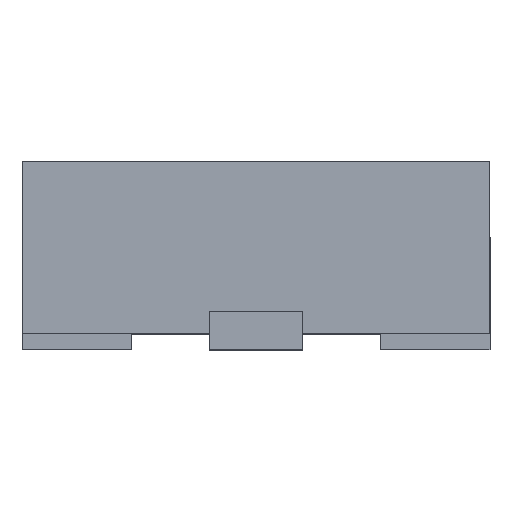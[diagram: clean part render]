
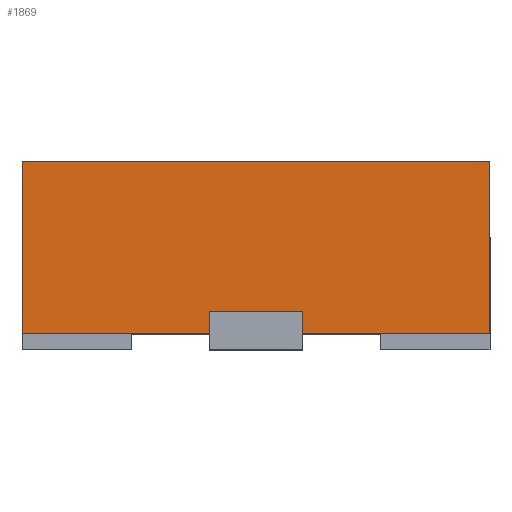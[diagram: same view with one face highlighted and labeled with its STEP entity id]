
A CAD part, top view. The second image highlights one B-rep face of the part: STEP entity #1869.
In plain terms, the highlighted planar face has unit normal (0, 0, 1).
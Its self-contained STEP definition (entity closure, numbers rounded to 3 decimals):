
#54 = LINE ( 'NONE', #1399, #2317 ) ;
#140 = CARTESIAN_POINT ( 'NONE',  ( -0.15, 0.12, 0.75 ) ) ;
#227 = LINE ( 'NONE', #246, #3032 ) ;
#246 = CARTESIAN_POINT ( 'NONE',  ( 0.75, 0.6, 0.75 ) ) ;
#399 = CARTESIAN_POINT ( 'NONE',  ( 0.1, 0.12, 0.75 ) ) ;
#461 = DIRECTION ( 'NONE',  ( 0., -1., 0. ) ) ;
#516 = LINE ( 'NONE', #3167, #2171 ) ;
#526 = ORIENTED_EDGE ( 'NONE', *, *, #955, .F. ) ;
#622 = CARTESIAN_POINT ( 'NONE',  ( -0.15, 0.05, 0.75 ) ) ;
#647 = VECTOR ( 'NONE', #1135, 1000. ) ;
#680 = VERTEX_POINT ( 'NONE', #3137 ) ;
#686 = LINE ( 'NONE', #2594, #2693 ) ;
#691 = ORIENTED_EDGE ( 'NONE', *, *, #2360, .T. ) ;
#739 = ORIENTED_EDGE ( 'NONE', *, *, #2294, .F. ) ;
#798 = EDGE_CURVE ( 'NONE', #680, #882, #892, .T. ) ;
#847 = ORIENTED_EDGE ( 'NONE', *, *, #798, .T. ) ;
#882 = VERTEX_POINT ( 'NONE', #622 ) ;
#888 = CARTESIAN_POINT ( 'NONE',  ( 0.75, 0.6, 0.75 ) ) ;
#892 = LINE ( 'NONE', #1695, #647 ) ;
#893 = VECTOR ( 'NONE', #2329, 1000. ) ;
#955 = EDGE_CURVE ( 'NONE', #2474, #1632, #516, .T. ) ;
#1088 = CARTESIAN_POINT ( 'NONE',  ( -0.15, 0.12, 0.75 ) ) ;
#1135 = DIRECTION ( 'NONE',  ( 1., 0., 0. ) ) ;
#1190 = LINE ( 'NONE', #2093, #893 ) ;
#1192 = CARTESIAN_POINT ( 'NONE',  ( 0.75, 3.321, 0.75 ) ) ;
#1207 = DIRECTION ( 'NONE',  ( 0., -1., 0. ) ) ;
#1321 = LINE ( 'NONE', #399, #1958 ) ;
#1357 = CARTESIAN_POINT ( 'NONE',  ( 0.75, 0.05, 0.75 ) ) ;
#1399 = CARTESIAN_POINT ( 'NONE',  ( 0.75, 0.05, 0.75 ) ) ;
#1438 = EDGE_CURVE ( 'NONE', #2978, #1760, #686, .T. ) ;
#1457 = CARTESIAN_POINT ( 'NONE',  ( 0.15, 0.12, 0.75 ) ) ;
#1464 = DIRECTION ( 'NONE',  ( -1., 0., 0. ) ) ;
#1632 = VERTEX_POINT ( 'NONE', #1357 ) ;
#1682 = VECTOR ( 'NONE', #1207, 1000. ) ;
#1695 = CARTESIAN_POINT ( 'NONE',  ( 0.75, 0.05, 0.75 ) ) ;
#1697 = DIRECTION ( 'NONE',  ( 1., 0., 0. ) ) ;
#1735 = EDGE_CURVE ( 'NONE', #1954, #2474, #227, .T. ) ;
#1760 = VERTEX_POINT ( 'NONE', #2464 ) ;
#1869 = ADVANCED_FACE ( 'NONE', ( #2710 ), #2278, .F. ) ;
#1893 = ORIENTED_EDGE ( 'NONE', *, *, #1438, .T. ) ;
#1954 = VERTEX_POINT ( 'NONE', #3317 ) ;
#1958 = VECTOR ( 'NONE', #2849, 1000. ) ;
#2093 = CARTESIAN_POINT ( 'NONE',  ( -0.75, 3.321, 0.75 ) ) ;
#2094 = EDGE_CURVE ( 'NONE', #3185, #2978, #1321, .T. ) ;
#2142 = AXIS2_PLACEMENT_3D ( 'NONE', #1192, #2551, #1464 ) ;
#2171 = VECTOR ( 'NONE', #461, 1000. ) ;
#2278 = PLANE ( 'NONE',  #2142 ) ;
#2294 = EDGE_CURVE ( 'NONE', #3185, #882, #3237, .T. ) ;
#2317 = VECTOR ( 'NONE', #1697, 1000. ) ;
#2329 = DIRECTION ( 'NONE',  ( 0., -1., 0. ) ) ;
#2360 = EDGE_CURVE ( 'NONE', #1954, #680, #1190, .T. ) ;
#2438 = DIRECTION ( 'NONE',  ( 1., 0., 0. ) ) ;
#2464 = CARTESIAN_POINT ( 'NONE',  ( 0.15, 0.05, 0.75 ) ) ;
#2474 = VERTEX_POINT ( 'NONE', #888 ) ;
#2501 = EDGE_CURVE ( 'NONE', #1760, #1632, #54, .T. ) ;
#2551 = DIRECTION ( 'NONE',  ( 0., 0., -1. ) ) ;
#2587 = ORIENTED_EDGE ( 'NONE', *, *, #2094, .T. ) ;
#2594 = CARTESIAN_POINT ( 'NONE',  ( 0.15, 0.12, 0.75 ) ) ;
#2693 = VECTOR ( 'NONE', #2794, 1000. ) ;
#2710 = FACE_OUTER_BOUND ( 'NONE', #3201, .T. ) ;
#2794 = DIRECTION ( 'NONE',  ( 0., -1., 0. ) ) ;
#2849 = DIRECTION ( 'NONE',  ( 1., 0., 0. ) ) ;
#2933 = ORIENTED_EDGE ( 'NONE', *, *, #1735, .F. ) ;
#2949 = ORIENTED_EDGE ( 'NONE', *, *, #2501, .T. ) ;
#2978 = VERTEX_POINT ( 'NONE', #1457 ) ;
#3032 = VECTOR ( 'NONE', #2438, 1000. ) ;
#3137 = CARTESIAN_POINT ( 'NONE',  ( -0.75, 0.05, 0.75 ) ) ;
#3167 = CARTESIAN_POINT ( 'NONE',  ( 0.75, 3.321, 0.75 ) ) ;
#3185 = VERTEX_POINT ( 'NONE', #1088 ) ;
#3201 = EDGE_LOOP ( 'NONE', ( #2587, #1893, #2949, #526, #2933, #691, #847, #739 ) ) ;
#3237 = LINE ( 'NONE', #140, #1682 ) ;
#3317 = CARTESIAN_POINT ( 'NONE',  ( -0.75, 0.6, 0.75 ) ) ;
